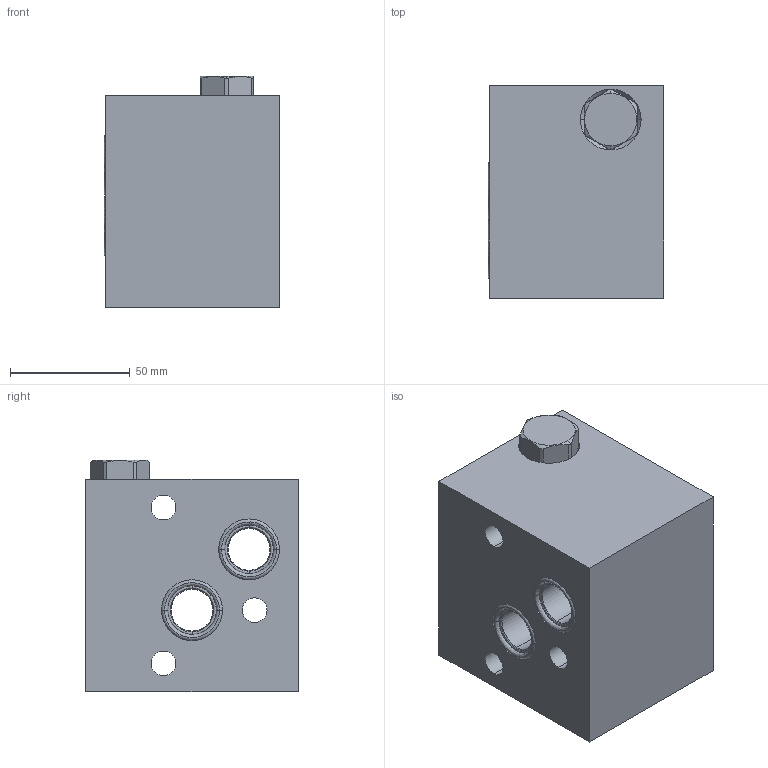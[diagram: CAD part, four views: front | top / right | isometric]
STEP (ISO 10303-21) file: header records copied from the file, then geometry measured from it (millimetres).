
FILE_DESCRIPTION((''),'2;1');
FILE_NAME('XYS_ASM','2019-11-27T',('ProEService'),(''),'PRO/ENGINEER BY PARAMETRIC TECHNOLOGY CORPORATION, 2014200','PRO/ENGINEER BY PARAMETRIC TECHNOLOGY CORPORATION, 2014200','');
FILE_SCHEMA(('CONFIG_CONTROL_DESIGN'));
Length unit declared in the file: inch
Products named in the file (4): 151-565-002; 500-001-117; CSADXXN; XYS_ASM
Assembly tree (4 placements, depth 2):
  XYS_ASM
    151-565-002
    500-001-117  x2
    CSADXXN
Bounding box: 73.48 x 88.9 x 96.82 mm (x, y, z)
Volume: 456427.3 mm3; surface area: 76654.3 mm2
Topology: 7 solids, 7 shells, 292 faces, 944 edges, 799 vertices
Faces by surface type: cylinder 127, cone 78, plane 43, torus 20, revolution 20, sphere 4
Entity records: 12482 total; most frequent: CARTESIAN_POINT 4341, DIRECTION 1762, ORIENTED_EDGE 1334, EDGE_CURVE 667, AXIS2_PLACEMENT_3D 632, VECTOR 482, LINE 482, VERTEX_POINT 409
